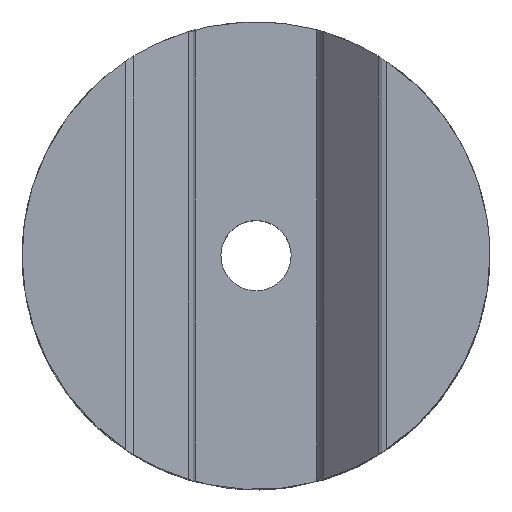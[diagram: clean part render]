
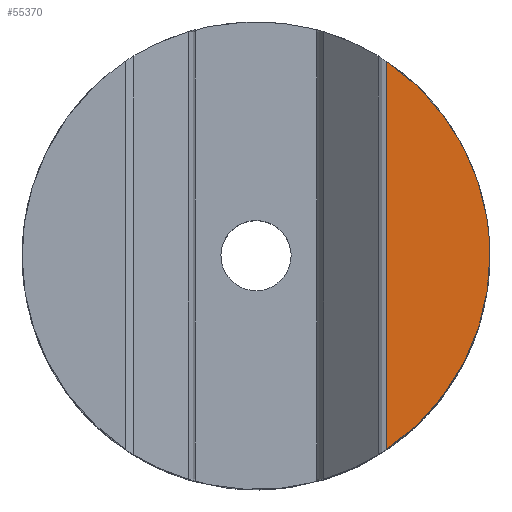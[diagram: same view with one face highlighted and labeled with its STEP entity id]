
A CAD part, top view. The second image highlights one B-rep face of the part: STEP entity #55370.
In plain terms, the highlighted free-form (B-spline) face has degree [1, 1] with [2, 2] control points.
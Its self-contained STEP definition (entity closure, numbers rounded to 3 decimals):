
#54830 = CARTESIAN_POINT ('', (5.578, -8.3, 20.));
#54840 = VERTEX_POINT ('', #54830);
#54850 = CARTESIAN_POINT ('', (5.578, 8.3, 20.));
#54860 = VERTEX_POINT ('', #54850);
#54870 = CARTESIAN_POINT ('', (5.578, -8.3, 20.));
#54880 = CARTESIAN_POINT ('', (5.578, 8.3, 20.));
#54890 = B_SPLINE_CURVE_WITH_KNOTS ('', 1, (#54870, #54880), .UNSPECIFIED., .F., .U., (2, 2), (0.323, 0.688), .UNSPECIFIED.);
#54900 = EDGE_CURVE ('', #54840, #54860, #54890, .T.);
#55150 = CARTESIAN_POINT ('', (10., 0., 20.));
#55160 = VERTEX_POINT ('', #55150);
#55170 = CARTESIAN_POINT ('', (5.578, 8.3, 20.));
#55180 = CARTESIAN_POINT ('', (10., 5.328, 20.));
#55190 = CARTESIAN_POINT ('', (10., 0., 20.));
#55200 = (
   BOUNDED_CURVE ()
   B_SPLINE_CURVE (2, (#55170, #55180, #55190), .UNSPECIFIED., .F., .U.)
   B_SPLINE_CURVE_WITH_KNOTS ((3, 3), (53.136, 62.832), .UNSPECIFIED.)
   CURVE ()
   GEOMETRIC_REPRESENTATION_ITEM ()
   RATIONAL_B_SPLINE_CURVE ((0.862, 0.819, 1.))
   REPRESENTATION_ITEM ('')
);
#55210 = EDGE_CURVE ('', #54860, #55160, #55200, .T.);
#55220 = ORIENTED_EDGE ('', *, *, #55210, .F.);
#55230 = ORIENTED_EDGE ('', *, *, #54900, .F.);
#55240 = CARTESIAN_POINT ('', (10., 0., 20.));
#55250 = CARTESIAN_POINT ('', (10., -5.328, 20.));
#55260 = CARTESIAN_POINT ('', (5.578, -8.3, 20.));
#55270 = (
   BOUNDED_CURVE ()
   B_SPLINE_CURVE (2, (#55240, #55250, #55260), .UNSPECIFIED., .F., .U.)
   B_SPLINE_CURVE_WITH_KNOTS ((3, 3), (0., 9.696), .UNSPECIFIED.)
   CURVE ()
   GEOMETRIC_REPRESENTATION_ITEM ()
   RATIONAL_B_SPLINE_CURVE ((1., 0.819, 0.862))
   REPRESENTATION_ITEM ('')
);
#55280 = EDGE_CURVE ('', #55160, #54840, #55270, .T.);
#55290 = ORIENTED_EDGE ('', *, *, #55280, .F.);
#55300 = EDGE_LOOP ('', (#55220, #55230, #55290));
#55310 = FACE_OUTER_BOUND ('', #55300, .T.);
#55320 = CARTESIAN_POINT ('', (-11., 11., 20.));
#55330 = CARTESIAN_POINT ('', (11., 11., 20.));
#55340 = CARTESIAN_POINT ('', (-11., -11., 20.));
#55350 = CARTESIAN_POINT ('', (11., -11., 20.));
#55360 = B_SPLINE_SURFACE_WITH_KNOTS ('', 1, 1, ((#55320, #55330), (#55340, #55350)), .UNSPECIFIED., .F., .F., .U., (2, 2), (2, 2), (0., 1.), (0., 1.), .UNSPECIFIED.);
#55370 = ADVANCED_FACE ('', (#55310), #55360, .T.);
